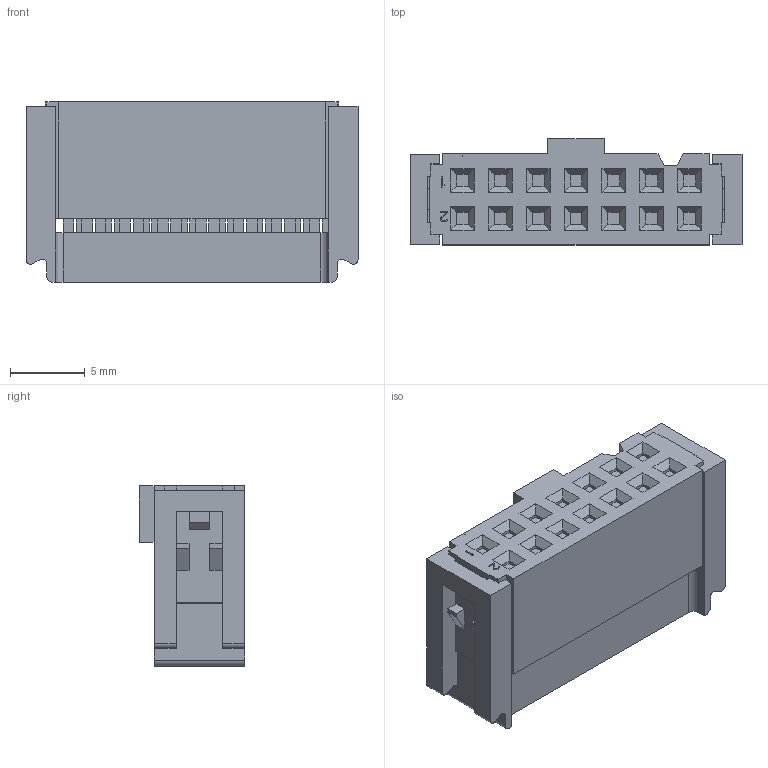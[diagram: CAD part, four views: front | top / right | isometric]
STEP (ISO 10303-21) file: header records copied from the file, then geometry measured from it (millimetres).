
FILE_DESCRIPTION(('STEP AP214'),'1');
FILE_NAME(' ',' ',('TraceParts'),('TraceParts S.A.'),'XStep 1.0',' ',' ');
FILE_SCHEMA(('automotive_design'));
Length unit declared in the file: millimetre
Products named in the file (1): C-2-1658527-2
Bounding box: 22.28 x 7.1 x 12.1 mm (x, y, z)
Volume: 1302.3 mm3; surface area: 1337.9 mm2
Topology: 1 solids, 1 shells, 399 faces, 1098 edges, 708 vertices
Faces by surface type: plane 385, cylinder 14
Entity records: 12499 total; most frequent: CARTESIAN_POINT 2206, ORIENTED_EDGE 2196, DIRECTION 1926, EDGE_CURVE 1098, LINE 1070, VECTOR 1070, VERTEX_POINT 708, EDGE_LOOP 476
